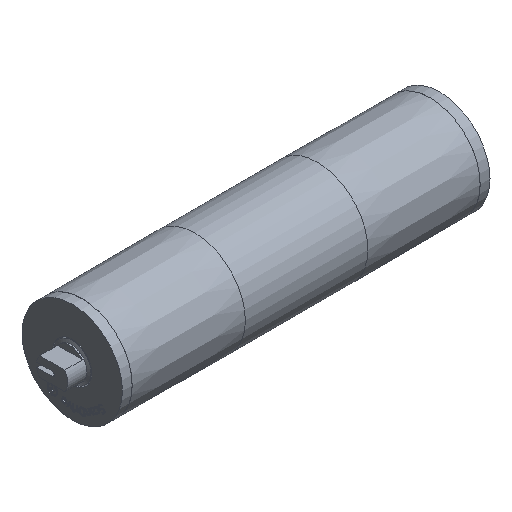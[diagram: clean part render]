
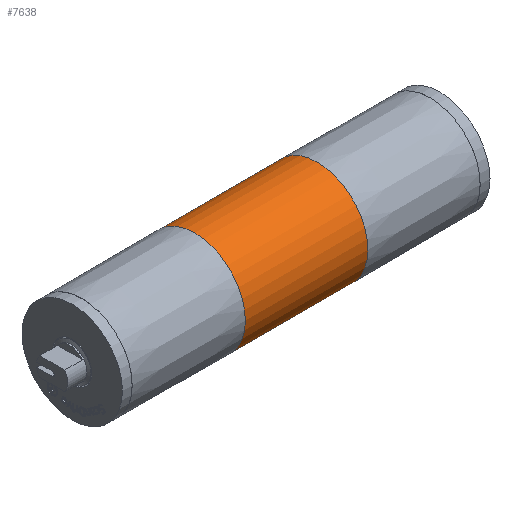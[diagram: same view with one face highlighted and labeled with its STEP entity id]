
A CAD part, isometric view. The second image highlights one B-rep face of the part: STEP entity #7638.
In plain terms, the highlighted cylindrical face has radius 56.75 mm (diameter 113.5 mm), a full revolution.
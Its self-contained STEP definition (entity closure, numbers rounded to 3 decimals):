
#239=FACE_BOUND('',#1449,.T.);
#281=CIRCLE('',#7950,56.75);
#282=CIRCLE('',#7952,56.75);
#968=FACE_OUTER_BOUND('',#1448,.T.);
#1448=EDGE_LOOP('',(#7185));
#1449=EDGE_LOOP('',(#7186));
#3946=VERTEX_POINT('',#13647);
#3947=VERTEX_POINT('',#13650);
#5030=EDGE_CURVE('',#3946,#3946,#281,.T.);
#5031=EDGE_CURVE('',#3947,#3947,#282,.T.);
#7185=ORIENTED_EDGE('',*,*,#5030,.T.);
#7186=ORIENTED_EDGE('',*,*,#5031,.F.);
#7223=CYLINDRICAL_SURFACE('',#7951,56.75);
#7638=ADVANCED_FACE('',(#968,#239),#7223,.T.);
#7950=AXIS2_PLACEMENT_3D('',#13648,#9241,#9242);
#7951=AXIS2_PLACEMENT_3D('',#13649,#9243,#9244);
#7952=AXIS2_PLACEMENT_3D('',#13651,#9245,#9246);
#9241=DIRECTION('center_axis',(1.,0.,0.));
#9242=DIRECTION('ref_axis',(0.,0.,-1.));
#9243=DIRECTION('center_axis',(1.,0.,0.));
#9244=DIRECTION('ref_axis',(0.,1.,0.));
#9245=DIRECTION('center_axis',(1.,0.,0.));
#9246=DIRECTION('ref_axis',(0.,0.,-1.));
#13647=CARTESIAN_POINT('',(-68.667,56.75,0.));
#13648=CARTESIAN_POINT('Origin',(-68.667,0.,
0.));
#13649=CARTESIAN_POINT('Origin',(0.,0.,0.));
#13650=CARTESIAN_POINT('',(68.667,56.75,0.));
#13651=CARTESIAN_POINT('Origin',(68.667,0.,
0.));
